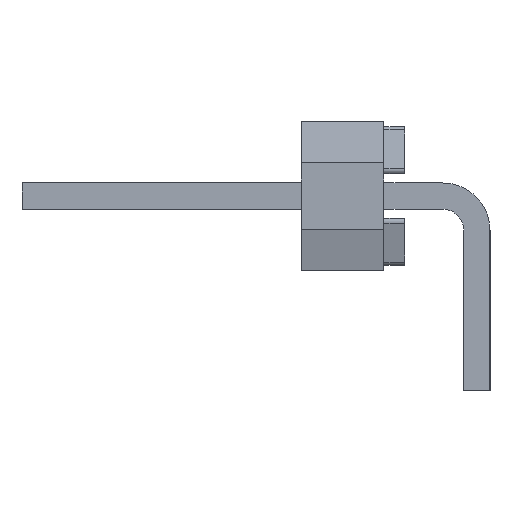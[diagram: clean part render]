
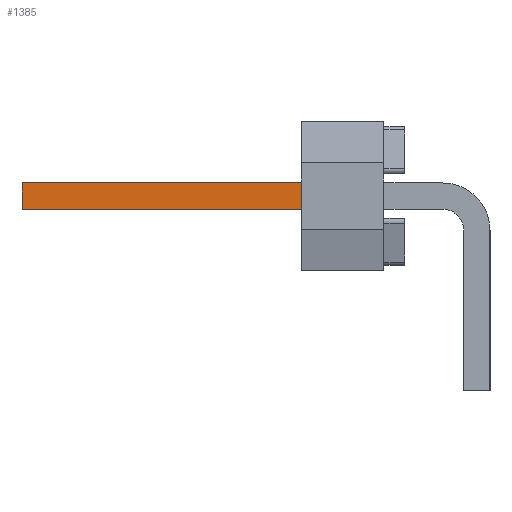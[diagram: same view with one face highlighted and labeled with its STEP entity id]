
A CAD part, left-side view. The second image highlights one B-rep face of the part: STEP entity #1385.
In plain terms, the highlighted free-form (B-spline) face has degree [1, 1] with [2, 2] control points.
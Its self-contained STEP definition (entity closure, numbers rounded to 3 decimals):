
#1243=CARTESIAN_POINT('',(-14.288,4.25,2.118));
#1244=VERTEX_POINT('',#1243);
#1253=CARTESIAN_POINT('',(-14.288,4.25,1.483));
#1254=VERTEX_POINT('',#1253);
#1255=CARTESIAN_POINT('',(-14.288,4.25,1.483));
#1256=DIRECTION('',(0.0,0.0,1.0));
#1257=VECTOR('',#1256,0.635);
#1258=LINE('',#1255,#1257);
#1259=EDGE_CURVE('',#1254,#1244,#1258,.T.);
#1283=CARTESIAN_POINT('',(-14.288,11.,2.118));
#1284=VERTEX_POINT('',#1283);
#1285=CARTESIAN_POINT('',(-14.288,11.,1.483));
#1286=VERTEX_POINT('',#1285);
#1287=CARTESIAN_POINT('',(-14.288,11.,2.118));
#1288=DIRECTION('',(0.0,0.0,-1.0));
#1289=VECTOR('',#1288,0.635);
#1290=LINE('',#1287,#1289);
#1291=EDGE_CURVE('',#1284,#1286,#1290,.T.);
#1330=CARTESIAN_POINT('',(-14.288,11.,2.118));
#1331=DIRECTION('',(0.0,-1.0,0.0));
#1332=VECTOR('',#1331,6.75);
#1333=LINE('',#1330,#1332);
#1334=EDGE_CURVE('',#1284,#1244,#1333,.T.);
#1362=CARTESIAN_POINT('',(-14.288,11.,1.483));
#1363=DIRECTION('',(0.0,-1.0,0.0));
#1364=VECTOR('',#1363,6.75);
#1365=LINE('',#1362,#1364);
#1366=EDGE_CURVE('',#1286,#1254,#1365,.T.);
#1374=CARTESIAN_POINT('',(-14.288,4.25,1.482));
#1375=CARTESIAN_POINT('',(-14.288,11.,1.483));
#1376=CARTESIAN_POINT('',(-14.288,4.25,2.118));
#1377=CARTESIAN_POINT('',(-14.288,11.,2.118));
#1378=B_SPLINE_SURFACE_WITH_KNOTS('',1,1,((#1374,#1376),(#1375,#1377)),.UNSPECIFIED.,.F.,.F.,.U.,(2,2),(2,2),(0.0,6.75),(0.0,0.635),.UNSPECIFIED.);
#1379=ORIENTED_EDGE('',*,*,#1334,.F.);
#1380=ORIENTED_EDGE('',*,*,#1291,.T.);
#1381=ORIENTED_EDGE('',*,*,#1366,.T.);
#1382=ORIENTED_EDGE('',*,*,#1259,.T.);
#1383=EDGE_LOOP('',(#1379,#1380,#1381,#1382));
#1384=FACE_OUTER_BOUND('',#1383,.T.);
#1385=ADVANCED_FACE('',(#1384),#1378,.F.);
